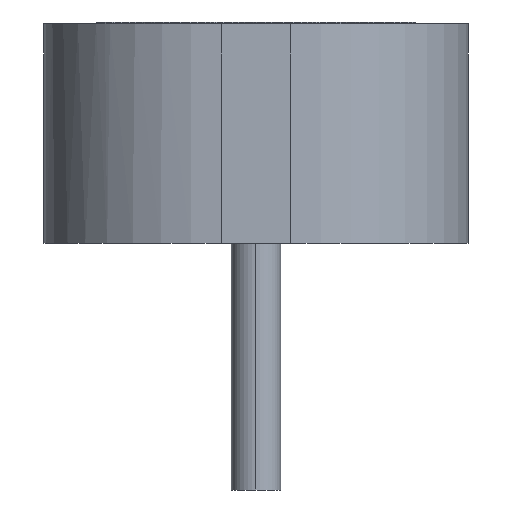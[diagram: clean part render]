
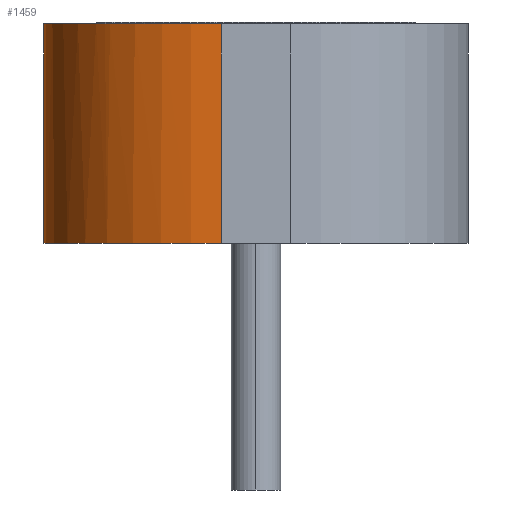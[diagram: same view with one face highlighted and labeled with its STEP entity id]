
A CAD part, left-side view. The second image highlights one B-rep face of the part: STEP entity #1459.
In plain terms, the highlighted cylindrical face has radius 1.8 mm (diameter 3.6 mm), a partial arc.
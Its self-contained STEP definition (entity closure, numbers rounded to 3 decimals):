
#88 = CIRCLE ( 'NONE', #3283, 1.8 ) ;
#132 = CARTESIAN_POINT ( 'NONE',  ( -6.399, 3.707, 0. ) ) ;
#196 = VERTEX_POINT ( 'NONE', #1042 ) ;
#213 = DIRECTION ( 'NONE',  ( 0., 0., 1. ) ) ;
#218 = VERTEX_POINT ( 'NONE', #828 ) ;
#249 = DIRECTION ( 'NONE',  ( 0., 0., -1. ) ) ;
#255 = EDGE_CURVE ( 'NONE', #3436, #196, #1107, .T. ) ;
#307 = CARTESIAN_POINT ( 'NONE',  ( -7.757, 4.887, 2.22 ) ) ;
#340 = LINE ( 'NONE', #1410, #1372 ) ;
#512 = CARTESIAN_POINT ( 'NONE',  ( -6.399, 3.707, 2.22 ) ) ;
#575 = ORIENTED_EDGE ( 'NONE', *, *, #1102, .F. ) ;
#603 = EDGE_CURVE ( 'NONE', #196, #218, #1527, .T. ) ;
#677 = CARTESIAN_POINT ( 'NONE',  ( -7.731, 4.918, 2.22 ) ) ;
#688 = AXIS2_PLACEMENT_3D ( 'NONE', #512, #1561, #2724 ) ;
#719 = DIRECTION ( 'NONE',  ( 1., 0., 0. ) ) ;
#723 = VERTEX_POINT ( 'NONE', #1534 ) ;
#733 = CARTESIAN_POINT ( 'NONE',  ( -7.772, 4.871, 2.22 ) ) ;
#769 = ORIENTED_EDGE ( 'NONE', *, *, #2659, .F. ) ;
#828 = CARTESIAN_POINT ( 'NONE',  ( -8.199, 3.707, 0. ) ) ;
#861 = B_SPLINE_CURVE_WITH_KNOTS ( 'NONE', 3,
 ( #3410, #2114, #733, #3140 ),
 .UNSPECIFIED., .F., .F.,
 ( 4, 4 ),
 ( 0., 1. ),
 .UNSPECIFIED. ) ;
#994 = ORIENTED_EDGE ( 'NONE', *, *, #603, .T. ) ;
#1007 = CARTESIAN_POINT ( 'NONE',  ( -6.399, 5.507, 2.22 ) ) ;
#1042 = CARTESIAN_POINT ( 'NONE',  ( -6.399, 5.507, 0. ) ) ;
#1102 = EDGE_CURVE ( 'NONE', #2692, #218, #340, .T. ) ;
#1107 = LINE ( 'NONE', #1330, #2537 ) ;
#1124 = VERTEX_POINT ( 'NONE', #2481 ) ;
#1198 = DIRECTION ( 'NONE',  ( 1., 0., 0. ) ) ;
#1232 = CARTESIAN_POINT ( 'NONE',  ( -7.703, 4.948, 2.22 ) ) ;
#1299 = ORIENTED_EDGE ( 'NONE', *, *, #3077, .T. ) ;
#1330 = CARTESIAN_POINT ( 'NONE',  ( -6.399, 5.507, 2.22 ) ) ;
#1372 = VECTOR ( 'NONE', #1927, 1000. ) ;
#1388 = DIRECTION ( 'NONE',  ( 0., 0., -1. ) ) ;
#1410 = CARTESIAN_POINT ( 'NONE',  ( -8.199, 3.707, 2.22 ) ) ;
#1459 = ADVANCED_FACE ( 'NONE', ( #2059 ), #1837, .T. ) ;
#1461 = AXIS2_PLACEMENT_3D ( 'NONE', #132, #2021, #1198 ) ;
#1484 = EDGE_LOOP ( 'NONE', ( #994, #575, #2609, #1299, #2894, #769, #2016 ) ) ;
#1527 = CIRCLE ( 'NONE', #1461, 1.8 ) ;
#1534 = CARTESIAN_POINT ( 'NONE',  ( -7.8, 4.837, 2.22 ) ) ;
#1561 = DIRECTION ( 'NONE',  ( 0., 0., 1. ) ) ;
#1837 = CYLINDRICAL_SURFACE ( 'NONE', #2688, 1.8 ) ;
#1890 = CARTESIAN_POINT ( 'NONE',  ( -6.399, 3.707, 2.22 ) ) ;
#1927 = DIRECTION ( 'NONE',  ( 0., 0., -1. ) ) ;
#1963 = VERTEX_POINT ( 'NONE', #307 ) ;
#2005 = B_SPLINE_CURVE_WITH_KNOTS ( 'NONE', 3,
 ( #3063, #677, #1232, #2303 ),
 .UNSPECIFIED., .F., .F.,
 ( 4, 4 ),
 ( 0., 1. ),
 .UNSPECIFIED. ) ;
#2016 = ORIENTED_EDGE ( 'NONE', *, *, #255, .T. ) ;
#2021 = DIRECTION ( 'NONE',  ( 0., 0., 1. ) ) ;
#2059 = FACE_OUTER_BOUND ( 'NONE', #1484, .T. ) ;
#2081 = CIRCLE ( 'NONE', #688, 1.8 ) ;
#2114 = CARTESIAN_POINT ( 'NONE',  ( -7.786, 4.854, 2.22 ) ) ;
#2303 = CARTESIAN_POINT ( 'NONE',  ( -7.674, 4.977, 2.22 ) ) ;
#2443 = DIRECTION ( 'NONE',  ( -1., 0., 0. ) ) ;
#2481 = CARTESIAN_POINT ( 'NONE',  ( -7.674, 4.977, 2.22 ) ) ;
#2537 = VECTOR ( 'NONE', #1388, 1000. ) ;
#2609 = ORIENTED_EDGE ( 'NONE', *, *, #2930, .F. ) ;
#2659 = EDGE_CURVE ( 'NONE', #3436, #1124, #88, .T. ) ;
#2688 = AXIS2_PLACEMENT_3D ( 'NONE', #1890, #249, #2443 ) ;
#2692 = VERTEX_POINT ( 'NONE', #3343 ) ;
#2724 = DIRECTION ( 'NONE',  ( 1., 0., 0. ) ) ;
#2864 = EDGE_CURVE ( 'NONE', #1963, #1124, #2005, .T. ) ;
#2894 = ORIENTED_EDGE ( 'NONE', *, *, #2864, .T. ) ;
#2930 = EDGE_CURVE ( 'NONE', #723, #2692, #2081, .T. ) ;
#3063 = CARTESIAN_POINT ( 'NONE',  ( -7.757, 4.887, 2.22 ) ) ;
#3077 = EDGE_CURVE ( 'NONE', #723, #1963, #861, .T. ) ;
#3121 = CARTESIAN_POINT ( 'NONE',  ( -6.399, 3.707, 2.22 ) ) ;
#3140 = CARTESIAN_POINT ( 'NONE',  ( -7.757, 4.887, 2.22 ) ) ;
#3283 = AXIS2_PLACEMENT_3D ( 'NONE', #3121, #213, #719 ) ;
#3343 = CARTESIAN_POINT ( 'NONE',  ( -8.199, 3.707, 2.22 ) ) ;
#3410 = CARTESIAN_POINT ( 'NONE',  ( -7.8, 4.837, 2.22 ) ) ;
#3436 = VERTEX_POINT ( 'NONE', #1007 ) ;
